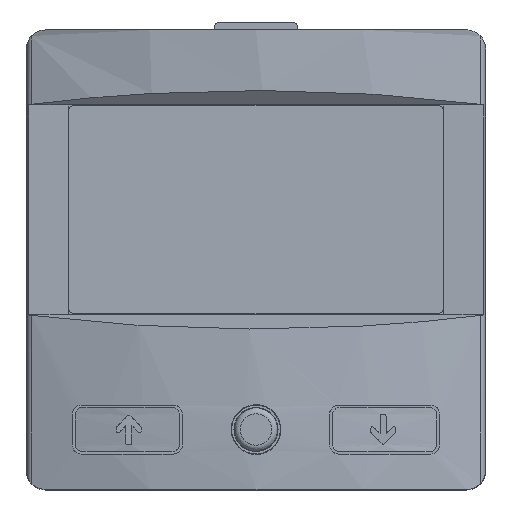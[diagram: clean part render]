
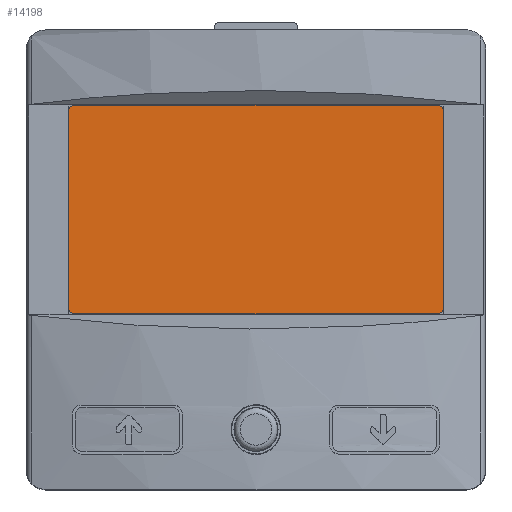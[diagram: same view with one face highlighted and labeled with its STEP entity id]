
A CAD part, top view. The second image highlights one B-rep face of the part: STEP entity #14198.
In plain terms, the highlighted planar face has unit normal (0, 0, 1).
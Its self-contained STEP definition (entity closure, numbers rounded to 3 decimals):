
#268=CIRCLE('',#14905,0.4);
#269=CIRCLE('',#14908,0.4);
#270=CIRCLE('',#14911,0.4);
#271=CIRCLE('',#14914,0.4);
#977=ORIENTED_EDGE('',*,*,#4066,.T.);
#978=ORIENTED_EDGE('',*,*,#4069,.T.);
#979=ORIENTED_EDGE('',*,*,#4071,.T.);
#980=ORIENTED_EDGE('',*,*,#4073,.T.);
#981=ORIENTED_EDGE('',*,*,#4075,.T.);
#982=ORIENTED_EDGE('',*,*,#4077,.T.);
#983=ORIENTED_EDGE('',*,*,#4079,.T.);
#984=ORIENTED_EDGE('',*,*,#4080,.T.);
#4066=EDGE_CURVE('',#5632,#5631,#6670,.T.);
#4069=EDGE_CURVE('',#5631,#5633,#268,.T.);
#4071=EDGE_CURVE('',#5633,#5634,#6674,.T.);
#4073=EDGE_CURVE('',#5634,#5635,#269,.T.);
#4075=EDGE_CURVE('',#5635,#5636,#6677,.T.);
#4077=EDGE_CURVE('',#5636,#5637,#270,.T.);
#4079=EDGE_CURVE('',#5637,#5638,#6680,.T.);
#4080=EDGE_CURVE('',#5638,#5632,#271,.T.);
#5631=VERTEX_POINT('',#19687);
#5632=VERTEX_POINT('',#19689);
#5633=VERTEX_POINT('',#19693);
#5634=VERTEX_POINT('',#19697);
#5635=VERTEX_POINT('',#19701);
#5636=VERTEX_POINT('',#19705);
#5637=VERTEX_POINT('',#19709);
#5638=VERTEX_POINT('',#19713);
#6670=LINE('',#19688,#8025);
#6674=LINE('',#19698,#8029);
#6677=LINE('',#19706,#8032);
#6680=LINE('',#19714,#8035);
#8025=VECTOR('',#16188,1000.);
#8029=VECTOR('',#16198,1000.);
#8032=VECTOR('',#16207,1000.);
#8035=VECTOR('',#16216,1000.);
#9150=EDGE_LOOP('',(#977,#978,#979,#980,#981,#982,#983,#984));
#9915=FACE_BOUND('',#9150,.T.);
#10597=PLANE('',#14915);
#14198=ADVANCED_FACE('',(#9915),#10597,.T.);
#14905=AXIS2_PLACEMENT_3D('',#19694,#16193,#16194);
#14908=AXIS2_PLACEMENT_3D('',#19702,#16202,#16203);
#14911=AXIS2_PLACEMENT_3D('',#19710,#16211,#16212);
#14914=AXIS2_PLACEMENT_3D('',#19716,#16219,#16220);
#14915=AXIS2_PLACEMENT_3D('',#19717,#16221,#16222);
#16188=DIRECTION('',(0.,-1.,0.));
#16193=DIRECTION('',(0.,0.,1.));
#16194=DIRECTION('',(1.,0.,0.));
#16198=DIRECTION('',(1.,0.,0.));
#16202=DIRECTION('',(0.,0.,1.));
#16203=DIRECTION('',(1.,0.,0.));
#16207=DIRECTION('',(0.,1.,0.));
#16211=DIRECTION('',(0.,0.,1.));
#16212=DIRECTION('',(1.,0.,0.));
#16216=DIRECTION('',(-1.,0.,0.));
#16219=DIRECTION('',(0.,0.,1.));
#16220=DIRECTION('',(1.,0.,0.));
#16221=DIRECTION('',(0.,0.,1.));
#16222=DIRECTION('',(1.,0.,0.));
#19687=CARTESIAN_POINT('',(-12.25,-3.125,25.5));
#19688=CARTESIAN_POINT('',(-12.25,9.675,25.5));
#19689=CARTESIAN_POINT('',(-12.25,9.675,25.5));
#19693=CARTESIAN_POINT('',(-11.85,-3.525,25.5));
#19694=CARTESIAN_POINT('',(-11.85,-3.125,25.5));
#19697=CARTESIAN_POINT('',(11.85,-3.525,25.5));
#19698=CARTESIAN_POINT('',(-11.85,-3.525,25.5));
#19701=CARTESIAN_POINT('',(12.25,-3.125,25.5));
#19702=CARTESIAN_POINT('',(11.85,-3.125,25.5));
#19705=CARTESIAN_POINT('',(12.25,9.675,25.5));
#19706=CARTESIAN_POINT('',(12.25,-3.125,25.5));
#19709=CARTESIAN_POINT('',(11.85,10.075,25.5));
#19710=CARTESIAN_POINT('',(11.85,9.675,25.5));
#19713=CARTESIAN_POINT('',(-11.85,10.075,25.5));
#19714=CARTESIAN_POINT('',(11.85,10.075,25.5));
#19716=CARTESIAN_POINT('',(-11.85,9.675,25.5));
#19717=CARTESIAN_POINT('',(-11.85,-3.125,25.5));
